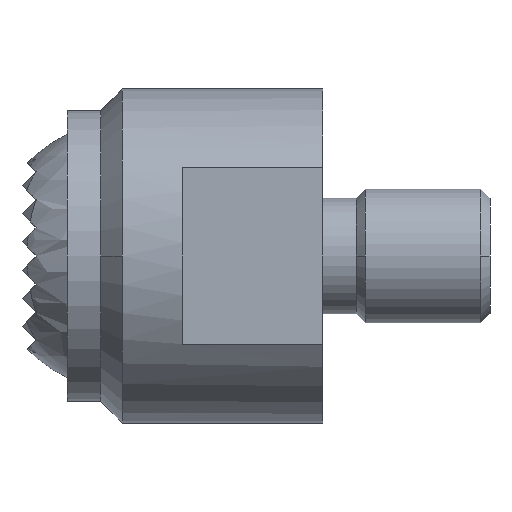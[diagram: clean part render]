
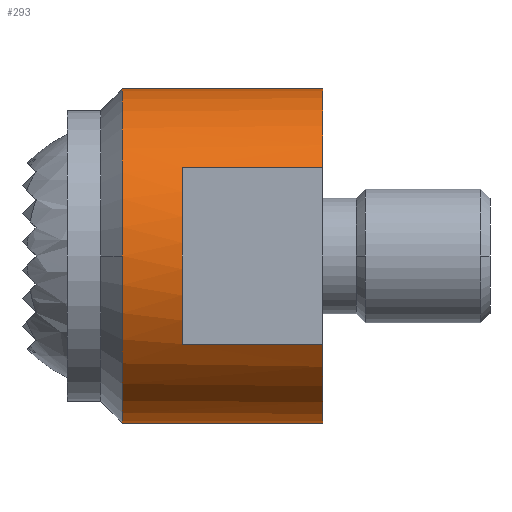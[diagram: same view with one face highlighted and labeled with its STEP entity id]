
A CAD part, front view. The second image highlights one B-rep face of the part: STEP entity #293.
In plain terms, the highlighted cylindrical face has radius 10 mm (diameter 20 mm), a partial arc.
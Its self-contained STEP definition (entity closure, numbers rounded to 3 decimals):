
#293=ADVANCED_FACE('',(#792),#793,.T.);
#792=FACE_OUTER_BOUND('',#1502,.T.);
#793=CYLINDRICAL_SURFACE('',#1503,10.0);
#1502=EDGE_LOOP('',(#2286,#2287,#2288,#2289,#2290,#2291,#2292,#2293,#2294));
#1503=AXIS2_PLACEMENT_3D('',#2295,#2296,#2297);
#2286=ORIENTED_EDGE('',*,*,#3946,.T.);
#2287=ORIENTED_EDGE('',*,*,#3995,.F.);
#2288=ORIENTED_EDGE('',*,*,#3991,.T.);
#2289=ORIENTED_EDGE('',*,*,#3988,.T.);
#2290=ORIENTED_EDGE('',*,*,#3993,.T.);
#2291=ORIENTED_EDGE('',*,*,#3996,.F.);
#2292=ORIENTED_EDGE('',*,*,#3948,.T.);
#2293=ORIENTED_EDGE('',*,*,#3997,.F.);
#2294=ORIENTED_EDGE('',*,*,#3942,.F.);
#2295=CARTESIAN_POINT('',(9.3,0.0,0.0));
#2296=DIRECTION('',(1.0,0.0,0.0));
#2297=DIRECTION('',(0.0,0.0,-1.0));
#3942=EDGE_CURVE('',#4603,#4605,#4606,.T.);
#3946=EDGE_CURVE('',#4603,#4611,#4612,.T.);
#3948=EDGE_CURVE('',#4615,#4613,#4616,.T.);
#3988=EDGE_CURVE('',#4676,#4677,#4678,.T.);
#3991=EDGE_CURVE('',#4681,#4676,#4682,.T.);
#3993=EDGE_CURVE('',#4677,#4683,#4685,.T.);
#3995=EDGE_CURVE('',#4681,#4611,#4687,.T.);
#3996=EDGE_CURVE('',#4615,#4683,#4688,.T.);
#3997=EDGE_CURVE('',#4605,#4613,#4689,.T.);
#4603=VERTEX_POINT('',#5459);
#4605=VERTEX_POINT('',#5461);
#4606=CIRCLE('',#5462,10.0);
#4611=VERTEX_POINT('',#5468);
#4612=LINE('',#5469,#5470);
#4613=VERTEX_POINT('',#5471);
#4615=VERTEX_POINT('',#5473);
#4616=LINE('',#5474,#5475);
#4676=VERTEX_POINT('',#5545);
#4677=VERTEX_POINT('',#5546);
#4678=CIRCLE('',#5547,10.0);
#4681=VERTEX_POINT('',#5551);
#4682=LINE('',#5552,#5553);
#4683=VERTEX_POINT('',#5554);
#4685=LINE('',#5557,#5558);
#4687=CIRCLE('',#5560,10.0);
#4688=CIRCLE('',#5561,10.0);
#4689=CIRCLE('',#5562,10.0);
#5459=CARTESIAN_POINT('',(3.3,0.,-10.0));
#5461=CARTESIAN_POINT('',(3.3,-10.0,0.));
#5462=AXIS2_PLACEMENT_3D('',#6616,#6617,#6618);
#5468=CARTESIAN_POINT('',(15.3,0.,-10.0));
#5469=CARTESIAN_POINT('',(9.3,0.,-10.0));
#5470=VECTOR('',#6623,1.0);
#5471=CARTESIAN_POINT('',(3.3,0.,10.0));
#5473=CARTESIAN_POINT('',(15.3,0.,10.0));
#5474=CARTESIAN_POINT('',(9.3,0.,10.0));
#5475=VECTOR('',#6627,1.0);
#5545=CARTESIAN_POINT('',(6.885,-8.5,-5.268));
#5546=CARTESIAN_POINT('',(6.885,-8.5,5.268));
#5547=AXIS2_PLACEMENT_3D('',#6695,#6696,#6697);
#5551=CARTESIAN_POINT('',(15.3,-8.5,-5.268));
#5552=CARTESIAN_POINT('',(11.093,-8.5,-5.268));
#5553=VECTOR('',#6699,1.0);
#5554=CARTESIAN_POINT('',(15.3,-8.5,5.268));
#5557=CARTESIAN_POINT('',(11.093,-8.5,5.268));
#5558=VECTOR('',#6701,1.0);
#5560=AXIS2_PLACEMENT_3D('',#6702,#6703,#6704);
#5561=AXIS2_PLACEMENT_3D('',#6705,#6706,#6707);
#5562=AXIS2_PLACEMENT_3D('',#6708,#6709,#6710);
#6616=CARTESIAN_POINT('',(3.3,0.0,0.0));
#6617=DIRECTION('',(-1.0,0.0,0.));
#6618=DIRECTION('',(0.0,1.0,0.0));
#6623=DIRECTION('',(1.0,0.0,0.0));
#6627=DIRECTION('',(-1.0,-0.0,-0.0));
#6695=CARTESIAN_POINT('',(6.885,0.0,0.0));
#6696=DIRECTION('',(-1.0,-0.0,-0.0));
#6697=DIRECTION('',(0.0,0.0,-1.0));
#6699=DIRECTION('',(-1.0,-0.0,0.0));
#6701=DIRECTION('',(1.0,0.0,0.0));
#6702=CARTESIAN_POINT('',(15.3,0.0,0.0));
#6703=DIRECTION('',(1.0,0.0,0.0));
#6704=DIRECTION('',(0.0,0.0,-1.0));
#6705=CARTESIAN_POINT('',(15.3,0.0,0.0));
#6706=DIRECTION('',(1.0,0.0,0.0));
#6707=DIRECTION('',(0.0,0.0,-1.0));
#6708=CARTESIAN_POINT('',(3.3,0.0,0.0));
#6709=DIRECTION('',(-1.0,0.0,0.));
#6710=DIRECTION('',(0.0,1.0,0.0));
